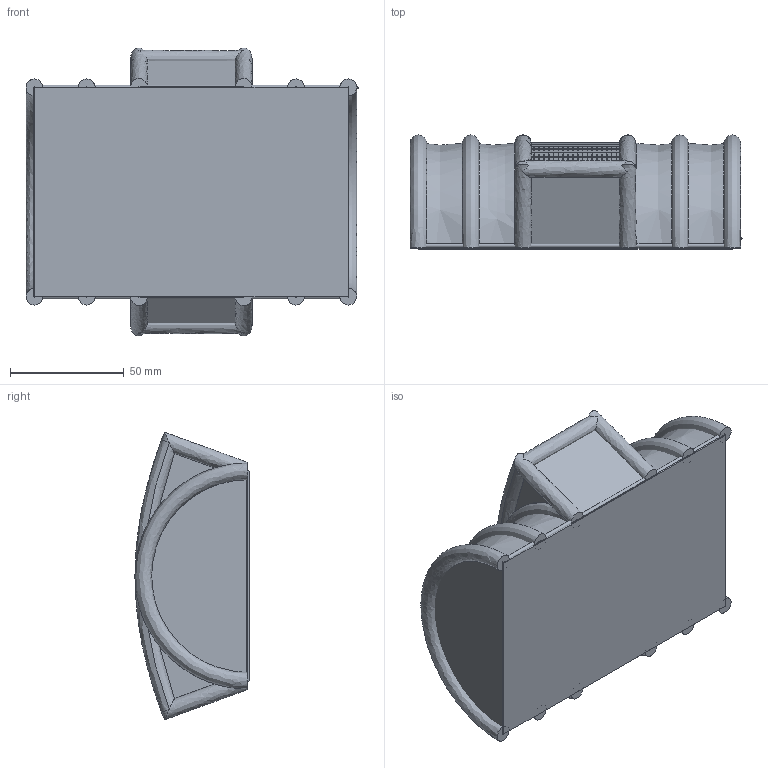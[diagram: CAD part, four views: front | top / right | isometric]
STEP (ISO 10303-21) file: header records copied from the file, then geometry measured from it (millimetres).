
FILE_DESCRIPTION(('FreeCAD Model'),'2;1');
FILE_NAME('Open CASCADE Shape Model','2025-05-01T19:44:47',('FreeCAD'),( 'FreeCAD'),'Open CASCADE STEP processor 7.6','FreeCAD','Unknown');
FILE_SCHEMA(('AUTOMOTIVE_DESIGN { 1 0 10303 214 1 1 1 1 }'));
Products named in the file (1): Open CASCADE STEP translator 7.6 1
Bounding box: 145.69 x 50.05 x 126.36 mm (x, y, z)
Volume: 71934 mm3; surface area: 124604.7 mm2
Topology: 34 solids, 34 shells, 1934 faces, 4581 edges, 3047 vertices
Faces by surface type: bspline 1934
Entity records: 51674 total; most frequent: CARTESIAN_POINT 22077, ORIENTED_EDGE 9154, EDGE_CURVE 4577, B_SPLINE_CURVE_WITH_KNOTS 4428, VERTEX_POINT 3047, FACE_BOUND 2272, EDGE_LOOP 2272, ADVANCED_FACE 1934
